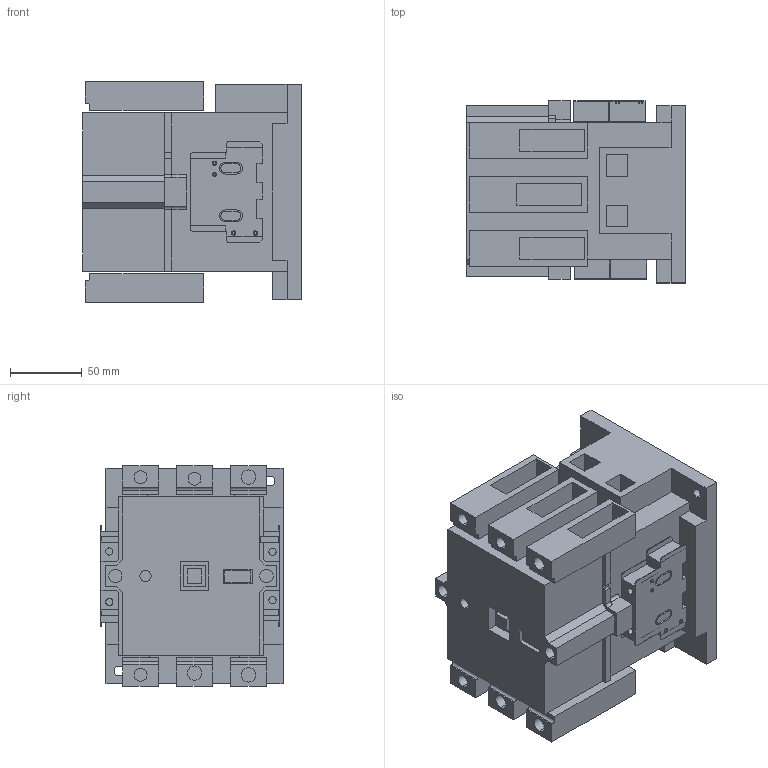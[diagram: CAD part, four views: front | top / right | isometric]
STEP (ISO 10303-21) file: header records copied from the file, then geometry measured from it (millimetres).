
FILE_DESCRIPTION (( 'STEP AP214' ), '1' );
FILE_NAME ('B3TF5022-0AC2.STEP', '2014-05-13T08:45:03', ( '' ), ( '' ), 'SwSTEP 2.0', 'SolidWorks 2013', '' );
FILE_SCHEMA (( 'AUTOMOTIVE_DESIGN' ));
Length unit declared in the file: millimetre
Products named in the file (1): B3TF5022-0AC2
Bounding box: 152 x 126.5 x 153.4 mm (x, y, z)
Volume: 2022722.5 mm3; surface area: 193024.2 mm2
Topology: 7 solids, 7 shells, 641 faces, 1692 edges, 1128 vertices
Faces by surface type: plane 454, cylinder 137, bspline 50
Entity records: 22278 total; most frequent: CARTESIAN_POINT 6312, ORIENTED_EDGE 3384, DIRECTION 3060, EDGE_CURVE 1692, VECTOR 1308, LINE 1308, VERTEX_POINT 1128, AXIS2_PLACEMENT_3D 876
